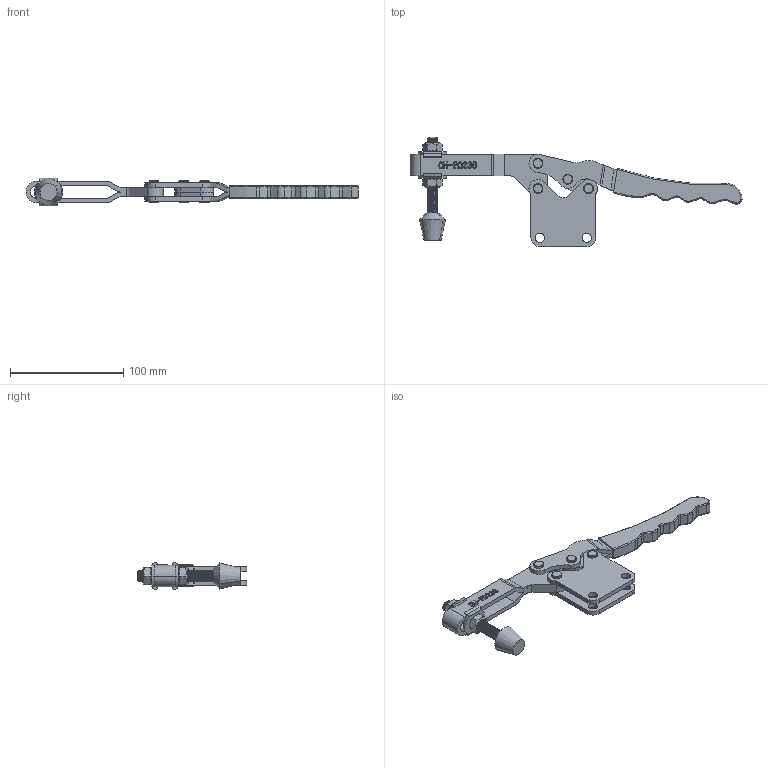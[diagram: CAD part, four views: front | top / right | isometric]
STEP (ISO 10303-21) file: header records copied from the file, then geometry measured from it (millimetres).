
FILE_DESCRIPTION (( 'STEP AP203' ), '1' );
FILE_NAME ('CH-20236.STEP', '2010-06-04T00:54:01', ( '·L?¥Î?' ), ( '·L?¤¤?' ), 'SwSTEP 2.0', 'SolidWorks 2005179', '' );
FILE_SCHEMA (( 'CONFIG_CONTROL_DESIGN' ));
Length unit declared in the file: millimetre
Products named in the file (9): CH-FC-38312_??; 20236-01_??; CH-20236; 38312-02_??; FW380_??; 20235-05_??; 20235-04_??; 20235-03_??; 20236-02_??
Assembly tree (14 placements, depth 2):
  CH-20236
    20235-03_??
    38312-02_??  x2
    FW380_??  x2
    20235-04_??  x2
    20235-05_??  x4
    20236-01_??
    20236-02_??
    CH-FC-38312_??
Bounding box: 293.1 x 96.66 x 24.32 mm (x, y, z)
Volume: 96323.5 mm3; surface area: 53624.1 mm2
Topology: 16 solids, 16 shells, 795 faces, 2135 edges, 1401 vertices
Faces by surface type: plane 251, cylinder 250, bspline 204, cone 62, torus 26, sphere 2
Entity records: 46023 total; most frequent: CARTESIAN_POINT 28866, ORIENTED_EDGE 3832, DIRECTION 2611, EDGE_CURVE 1916, VERTEX_POINT 1259, VECTOR 917, LINE 917, AXIS2_PLACEMENT_3D 847
